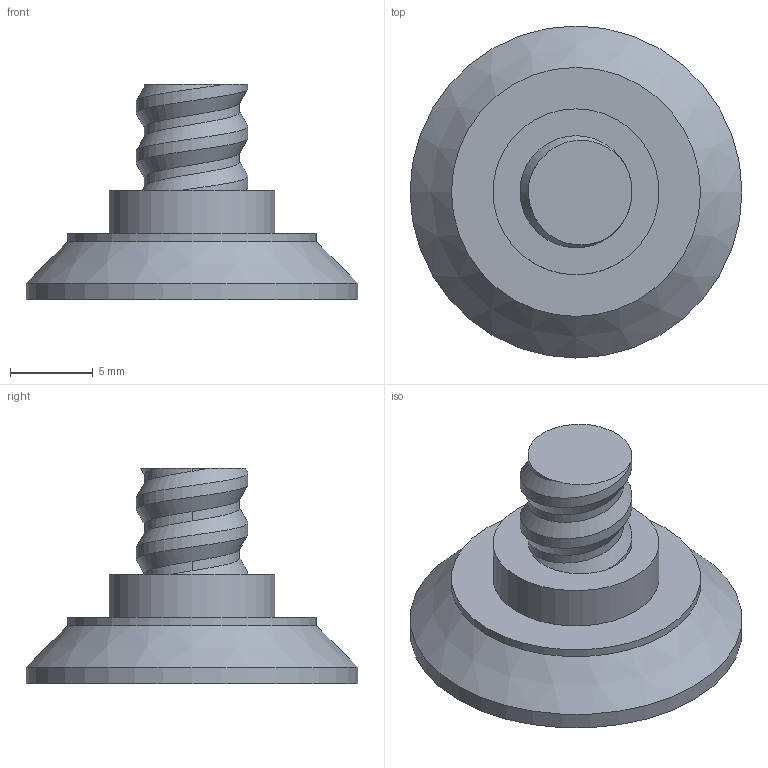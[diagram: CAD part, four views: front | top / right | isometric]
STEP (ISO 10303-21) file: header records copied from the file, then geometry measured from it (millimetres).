
FILE_DESCRIPTION(('HOOPS Exchange Step'),'2;1');
FILE_NAME('temp_export','2024-11-15T21:06:19+01:00',('ddanier'),('Shapr3D Limited'),'HOOPS Exchange 2024.6','Shapr3D','Authorized');
FILE_SCHEMA( ('AP242_MANAGED_MODEL_BASED_3D_ENGINEERING_MIM_LF {1 0 10303 442 1 1 4 }') );
Length unit declared in the file: millimetre
Products named in the file (1): Small, Coin Slot
Bounding box: 20 x 20 x 13 mm (x, y, z)
Volume: 1331 mm3; surface area: 1062.2 mm2
Topology: 1 solids, 1 shells, 22 faces, 53 edges, 36 vertices
Faces by surface type: cylinder 10, plane 7, bspline 4, cone 1
Full cylindrical faces by diameter (mm): 5.747 x2, 6.747 x1, 10 x1, 15 x1, 20 x1
Entity records: 2524 total; most frequent: CARTESIAN_POINT 2024, ORIENTED_EDGE 106, DIRECTION 87, EDGE_CURVE 53, VERTEX_POINT 36, AXIS2_PLACEMENT_3D 35, EDGE_LOOP 25, FACE_BOUND 25
